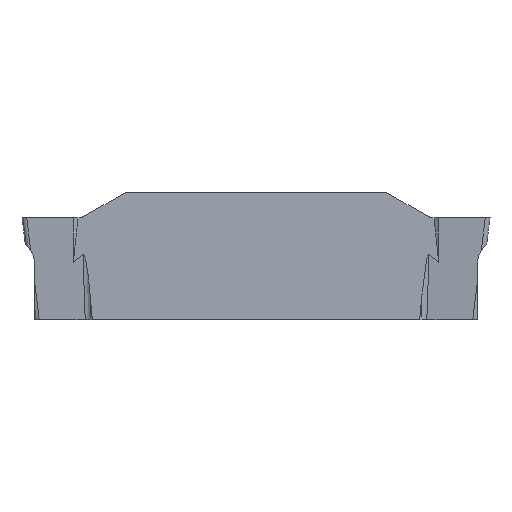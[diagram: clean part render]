
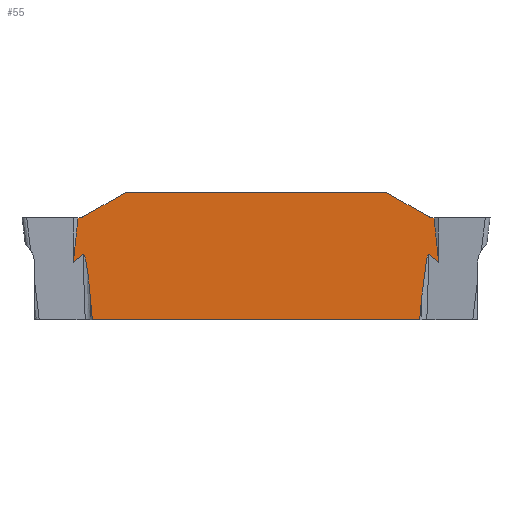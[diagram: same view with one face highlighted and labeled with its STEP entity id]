
A CAD part, left-side view. The second image highlights one B-rep face of the part: STEP entity #55.
In plain terms, the highlighted planar face has unit normal (-1, 0, 0).
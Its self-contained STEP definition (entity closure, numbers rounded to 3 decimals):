
#55=ADVANCED_FACE('SIDE_IB_1_SU5',(#123),#97,.F.);
#97=PLANE('',#860);
#123=FACE_OUTER_BOUND('',#165,.T.);
#165=EDGE_LOOP('',(#247,#248,#249,#250,#251,#252,#253,#254,#255,#256,#257,
#258,#259,#260,#261,#262));
#207=CIRCLE('',#858,0.25);
#208=CIRCLE('',#859,0.25);
#211=B_SPLINE_CURVE_WITH_KNOTS('',3,(#1071,#1072,#1073,#1074,#1075,#1076,
#1077,#1078,#1079,#1080,#1081,#1082,#1083,#1084,#1085,#1086,#1087,#1088,
#1089,#1090,#1091,#1092,#1093,#1094,#1095,#1096,#1097,#1098),
 .UNSPECIFIED.,.F.,.F.,(4,3,3,3,3,3,3,3,3,4),(0.,0.004,0.008,
0.011,0.016,0.024,0.052,
0.187,0.723,1.),.UNSPECIFIED.);
#212=B_SPLINE_CURVE_WITH_KNOTS('',3,(#1106,#1107,#1108,#1109,#1110,#1111,
#1112,#1113,#1114,#1115,#1116,#1117,#1118,#1119,#1120,#1121,#1122,#1123,
#1124,#1125,#1126,#1127,#1128,#1129,#1130,#1131,#1132,#1133,#1134,#1135,
#1136,#1137,#1138,#1139,#1140,#1141,#1142,#1143,#1144,#1145,#1146,#1147,
#1148),.UNSPECIFIED.,.F.,.F.,(4,3,3,3,3,3,3,3,3,3,3,3,3,3,4),(0.,0.314,
0.647,0.814,0.881,0.921,0.945,
0.961,0.975,0.982,0.987,
0.991,0.994,0.998,1.),.UNSPECIFIED.);
#247=ORIENTED_EDGE('',*,*,#567,.T.);
#248=ORIENTED_EDGE('',*,*,#568,.T.);
#249=ORIENTED_EDGE('',*,*,#569,.T.);
#250=ORIENTED_EDGE('',*,*,#570,.T.);
#251=ORIENTED_EDGE('',*,*,#571,.F.);
#252=ORIENTED_EDGE('',*,*,#572,.T.);
#253=ORIENTED_EDGE('',*,*,#573,.T.);
#254=ORIENTED_EDGE('',*,*,#574,.T.);
#255=ORIENTED_EDGE('',*,*,#575,.T.);
#256=ORIENTED_EDGE('',*,*,#576,.F.);
#257=ORIENTED_EDGE('',*,*,#577,.F.);
#258=ORIENTED_EDGE('',*,*,#578,.F.);
#259=ORIENTED_EDGE('',*,*,#579,.F.);
#260=ORIENTED_EDGE('',*,*,#580,.F.);
#261=ORIENTED_EDGE('',*,*,#581,.F.);
#262=ORIENTED_EDGE('',*,*,#582,.F.);
#487=VERTEX_POINT('',#1067);
#488=VERTEX_POINT('',#1068);
#489=VERTEX_POINT('',#1070);
#490=VERTEX_POINT('',#1099);
#491=VERTEX_POINT('',#1101);
#492=VERTEX_POINT('',#1103);
#493=VERTEX_POINT('',#1105);
#494=VERTEX_POINT('',#1149);
#495=VERTEX_POINT('',#1151);
#496=VERTEX_POINT('',#1153);
#497=VERTEX_POINT('',#1155);
#498=VERTEX_POINT('',#1157);
#499=VERTEX_POINT('',#1159);
#500=VERTEX_POINT('',#1161);
#501=VERTEX_POINT('',#1163);
#502=VERTEX_POINT('',#1165);
#567=EDGE_CURVE('',#487,#488,#687,.T.);
#568=EDGE_CURVE('',#488,#489,#688,.T.);
#569=EDGE_CURVE('',#489,#490,#211,.T.);
#570=EDGE_CURVE('',#490,#491,#689,.T.);
#571=EDGE_CURVE('',#492,#491,#690,.T.);
#572=EDGE_CURVE('',#492,#493,#691,.T.);
#573=EDGE_CURVE('',#493,#494,#212,.T.);
#574=EDGE_CURVE('',#494,#495,#692,.T.);
#575=EDGE_CURVE('',#495,#496,#693,.T.);
#576=EDGE_CURVE('',#497,#496,#694,.T.);
#577=EDGE_CURVE('',#498,#497,#207,.T.);
#578=EDGE_CURVE('',#499,#498,#695,.T.);
#579=EDGE_CURVE('',#500,#499,#696,.T.);
#580=EDGE_CURVE('',#501,#500,#697,.T.);
#581=EDGE_CURVE('',#502,#501,#208,.T.);
#582=EDGE_CURVE('',#487,#502,#698,.T.);
#687=LINE('',#1066,#751);
#688=LINE('',#1069,#752);
#689=LINE('',#1100,#753);
#690=LINE('',#1102,#754);
#691=LINE('',#1104,#755);
#692=LINE('',#1150,#756);
#693=LINE('',#1152,#757);
#694=LINE('',#1154,#758);
#695=LINE('',#1158,#759);
#696=LINE('',#1160,#760);
#697=LINE('',#1162,#761);
#698=LINE('',#1166,#762);
#751=VECTOR('',#902,1.);
#752=VECTOR('',#903,1.);
#753=VECTOR('',#904,1.);
#754=VECTOR('',#905,1.);
#755=VECTOR('',#906,1.);
#756=VECTOR('',#907,1.);
#757=VECTOR('',#908,1.);
#758=VECTOR('',#909,1.);
#759=VECTOR('',#912,1.);
#760=VECTOR('',#913,1.);
#761=VECTOR('',#914,1.);
#762=VECTOR('',#917,1.);
#858=AXIS2_PLACEMENT_3D('',#1156,#910,#911);
#859=AXIS2_PLACEMENT_3D('',#1164,#915,#916);
#860=AXIS2_PLACEMENT_3D('',#1167,#918,#919);
#902=DIRECTION('',(0.,0.104,-0.995));
#903=DIRECTION('',(0.,-0.769,0.64));
#904=DIRECTION('',(0.,-0.087,-0.996));
#905=DIRECTION('',(0.,1.,0.));
#906=DIRECTION('',(0.,-0.087,0.996));
#907=DIRECTION('',(0.,-0.769,-0.64));
#908=DIRECTION('',(0.,0.104,0.995));
#909=DIRECTION('',(0.,-1.,0.));
#910=DIRECTION('',(-1.,0.,0.));
#911=DIRECTION('',(0.,0.,-1.));
#912=DIRECTION('',(0.,-0.866,-0.5));
#913=DIRECTION('',(0.,-1.,0.));
#914=DIRECTION('',(0.,-0.866,0.5));
#915=DIRECTION('',(-1.,0.,0.));
#916=DIRECTION('',(0.,0.,-1.));
#917=DIRECTION('',(0.,-1.,0.));
#918=DIRECTION('',(1.,0.,0.));
#919=DIRECTION('',(0.,0.,-1.));
#1066=CARTESIAN_POINT('',(-1.,7.825,0.82));
#1067=CARTESIAN_POINT('',(-1.,7.911,0.));
#1068=CARTESIAN_POINT('',(-1.,8.12,-1.991));
#1069=CARTESIAN_POINT('',(-1.,2.344,2.817));
#1070=CARTESIAN_POINT('',(-1.,7.689,-1.632));
#1071=CARTESIAN_POINT('',(-1.,7.689,-1.632));
#1072=CARTESIAN_POINT('',(-1.,7.687,-1.63));
#1073=CARTESIAN_POINT('',(-1.,7.685,-1.629));
#1074=CARTESIAN_POINT('',(-1.,7.683,-1.628));
#1075=CARTESIAN_POINT('',(-1.,7.68,-1.627));
#1076=CARTESIAN_POINT('',(-1.,7.678,-1.626));
#1077=CARTESIAN_POINT('',(-1.,7.675,-1.626));
#1078=CARTESIAN_POINT('',(-1.,7.673,-1.626));
#1079=CARTESIAN_POINT('',(-1.,7.67,-1.626));
#1080=CARTESIAN_POINT('',(-1.,7.668,-1.627));
#1081=CARTESIAN_POINT('',(-1.,7.665,-1.627));
#1082=CARTESIAN_POINT('',(-1.,7.663,-1.629));
#1083=CARTESIAN_POINT('',(-1.,7.66,-1.631));
#1084=CARTESIAN_POINT('',(-1.,7.656,-1.634));
#1085=CARTESIAN_POINT('',(-1.,7.652,-1.638));
#1086=CARTESIAN_POINT('',(-1.,7.649,-1.642));
#1087=CARTESIAN_POINT('',(-1.,7.637,-1.657));
#1088=CARTESIAN_POINT('',(-1.,7.629,-1.674));
#1089=CARTESIAN_POINT('',(-1.,7.622,-1.691));
#1090=CARTESIAN_POINT('',(-1.,7.589,-1.772));
#1091=CARTESIAN_POINT('',(-1.,7.572,-1.86));
#1092=CARTESIAN_POINT('',(-1.,7.555,-1.946));
#1093=CARTESIAN_POINT('',(-1.,7.486,-2.29));
#1094=CARTESIAN_POINT('',(-1.,7.45,-2.639));
#1095=CARTESIAN_POINT('',(-1.,7.414,-2.987));
#1096=CARTESIAN_POINT('',(-1.,7.395,-3.167));
#1097=CARTESIAN_POINT('',(-1.,7.378,-3.347));
#1098=CARTESIAN_POINT('',(-1.,7.363,-3.527));
#1099=CARTESIAN_POINT('',(-1.,7.363,-3.527));
#1100=CARTESIAN_POINT('',(-1.,7.613,-0.666));
#1101=CARTESIAN_POINT('',(-1.,7.274,-4.54));
#1102=CARTESIAN_POINT('',(-1.,0.,-4.54));
#1103=CARTESIAN_POINT('',(-1.,-7.274,-4.54));
#1104=CARTESIAN_POINT('',(-1.,-7.613,-0.666));
#1105=CARTESIAN_POINT('',(-1.,-7.363,-3.527));
#1106=CARTESIAN_POINT('',(-1.,-7.363,-3.527));
#1107=CARTESIAN_POINT('',(-1.,-7.381,-3.322));
#1108=CARTESIAN_POINT('',(-1.,-7.4,-3.118));
#1109=CARTESIAN_POINT('',(-1.,-7.422,-2.914));
#1110=CARTESIAN_POINT('',(-1.,-7.444,-2.698));
#1111=CARTESIAN_POINT('',(-1.,-7.469,-2.482));
#1112=CARTESIAN_POINT('',(-1.,-7.501,-2.267));
#1113=CARTESIAN_POINT('',(-1.,-7.517,-2.159));
#1114=CARTESIAN_POINT('',(-1.,-7.534,-2.051));
#1115=CARTESIAN_POINT('',(-1.,-7.555,-1.944));
#1116=CARTESIAN_POINT('',(-1.,-7.564,-1.901));
#1117=CARTESIAN_POINT('',(-1.,-7.573,-1.858));
#1118=CARTESIAN_POINT('',(-1.,-7.584,-1.815));
#1119=CARTESIAN_POINT('',(-1.,-7.59,-1.79));
#1120=CARTESIAN_POINT('',(-1.,-7.597,-1.764));
#1121=CARTESIAN_POINT('',(-1.,-7.605,-1.739));
#1122=CARTESIAN_POINT('',(-1.,-7.61,-1.724));
#1123=CARTESIAN_POINT('',(-1.,-7.615,-1.709));
#1124=CARTESIAN_POINT('',(-1.,-7.621,-1.694));
#1125=CARTESIAN_POINT('',(-1.,-7.625,-1.685));
#1126=CARTESIAN_POINT('',(-1.,-7.629,-1.676));
#1127=CARTESIAN_POINT('',(-1.,-7.633,-1.667));
#1128=CARTESIAN_POINT('',(-1.,-7.637,-1.659));
#1129=CARTESIAN_POINT('',(-1.,-7.642,-1.651));
#1130=CARTESIAN_POINT('',(-1.,-7.648,-1.643));
#1131=CARTESIAN_POINT('',(-1.,-7.65,-1.64));
#1132=CARTESIAN_POINT('',(-1.,-7.653,-1.636));
#1133=CARTESIAN_POINT('',(-1.,-7.657,-1.633));
#1134=CARTESIAN_POINT('',(-1.,-7.659,-1.631));
#1135=CARTESIAN_POINT('',(-1.,-7.662,-1.629));
#1136=CARTESIAN_POINT('',(-1.,-7.666,-1.628));
#1137=CARTESIAN_POINT('',(-1.,-7.668,-1.627));
#1138=CARTESIAN_POINT('',(-1.,-7.67,-1.626));
#1139=CARTESIAN_POINT('',(-1.,-7.672,-1.626));
#1140=CARTESIAN_POINT('',(-1.,-7.675,-1.626));
#1141=CARTESIAN_POINT('',(-1.,-7.677,-1.626));
#1142=CARTESIAN_POINT('',(-1.,-7.679,-1.626));
#1143=CARTESIAN_POINT('',(-1.,-7.682,-1.627));
#1144=CARTESIAN_POINT('',(-1.,-7.684,-1.628));
#1145=CARTESIAN_POINT('',(-1.,-7.686,-1.63));
#1146=CARTESIAN_POINT('',(-1.,-7.687,-1.63));
#1147=CARTESIAN_POINT('',(-1.,-7.688,-1.631));
#1148=CARTESIAN_POINT('',(-1.,-7.689,-1.632));
#1149=CARTESIAN_POINT('',(-1.,-7.689,-1.632));
#1150=CARTESIAN_POINT('',(-1.,-2.344,2.817));
#1151=CARTESIAN_POINT('',(-1.,-8.12,-1.991));
#1152=CARTESIAN_POINT('',(-1.,-7.825,0.82));
#1153=CARTESIAN_POINT('',(-1.,-7.911,0.));
#1154=CARTESIAN_POINT('',(-1.,0.,0.));
#1155=CARTESIAN_POINT('',(-1.,-7.816,0.));
#1156=CARTESIAN_POINT('',(-1.,-7.816,0.25));
#1157=CARTESIAN_POINT('',(-1.,-7.691,0.033));
#1158=CARTESIAN_POINT('',(-1.,-1.937,3.355));
#1159=CARTESIAN_POINT('',(-1.,-5.774,1.14));
#1160=CARTESIAN_POINT('',(-1.,0.,1.14));
#1161=CARTESIAN_POINT('',(-1.,5.774,1.14));
#1162=CARTESIAN_POINT('',(-1.,1.937,3.355));
#1163=CARTESIAN_POINT('',(-1.,7.691,0.033));
#1164=CARTESIAN_POINT('',(-1.,7.816,0.25));
#1165=CARTESIAN_POINT('',(-1.,7.816,0.));
#1166=CARTESIAN_POINT('',(-1.,0.,0.));
#1167=CARTESIAN_POINT('',(-1.,0.,0.));
